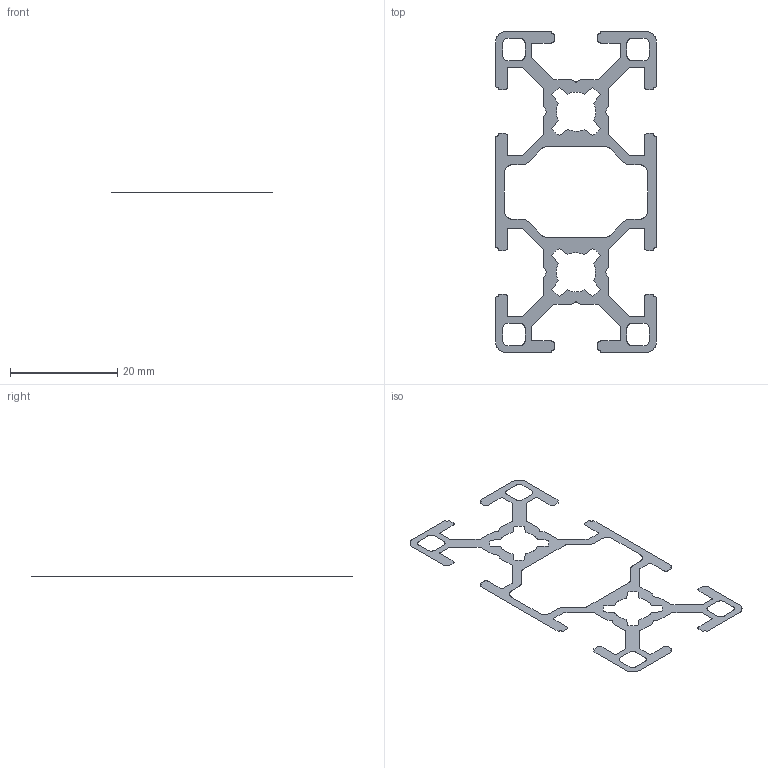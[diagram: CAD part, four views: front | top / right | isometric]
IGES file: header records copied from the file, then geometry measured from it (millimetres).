
Start section: SolidWorks IGES file using analytic representation for surfaces
Global section: file name: 006.001_Traverse_30x60_oben_bearbeitet.IGS; native system: SolidWorks 2013; preprocessor: SolidWorks 2013; author: Luci; date: 141117.141422; units: millimetre
Bounding box: 30 x 60 x 0 mm (x, y, z)
Surface area: 550.7 mm2 (no closed solid volume)
Topology: 0 solids, 0 shells, 1 faces, 722 edges, 722 vertices
Faces by surface type: bspline 1
